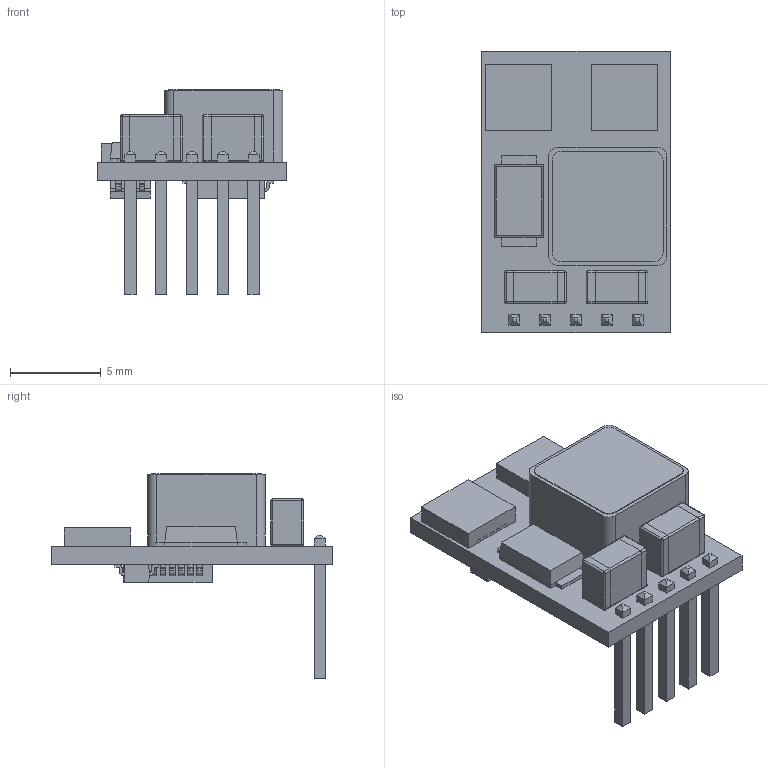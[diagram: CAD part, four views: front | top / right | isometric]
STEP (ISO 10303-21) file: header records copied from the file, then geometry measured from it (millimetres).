
FILE_DESCRIPTION((''),'2;1');
FILE_NAME('DCDC_TRACO_TSR3A.stp','2015-10-06T18:38:45',(''),(''),'Mechanical Desktop 2011','Mechanical Desktop 2011',', , ');
FILE_SCHEMA(('AUTOMOTIVE_DESIGN { 1 2 10303 214 1 1 1 1 }'));
Length unit declared in the file: millimetre
Products named in the file (1): Product
Bounding box: 10.4 x 15.5 x 11.3 mm (x, y, z)
Volume: 436.7 mm3; surface area: 1088.2 mm2
Topology: 70 solids, 70 shells, 728 faces, 1708 edges, 1112 vertices
Faces by surface type: plane 345, bspline 231, cylinder 132, sphere 20
Entity records: 21211 total; most frequent: CARTESIAN_POINT 4850, ORIENTED_EDGE 3400, DIRECTION 3064, EDGE_CURVE 1700, VECTOR 1332, LINE 1332, VERTEX_POINT 1112, AXIS2_PLACEMENT_3D 866
